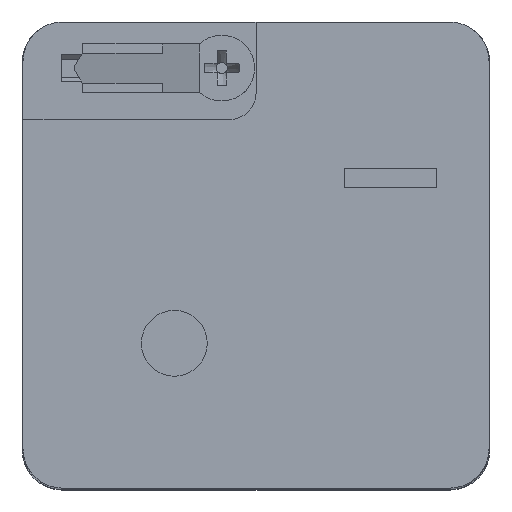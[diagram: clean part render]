
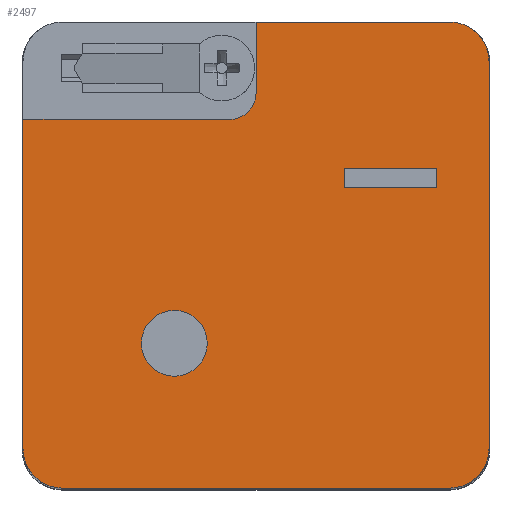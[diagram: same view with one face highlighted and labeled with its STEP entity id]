
A CAD part, top view. The second image highlights one B-rep face of the part: STEP entity #2497.
In plain terms, the highlighted planar face has unit normal (0, 0, 1).
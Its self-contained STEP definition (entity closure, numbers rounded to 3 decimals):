
#50=FACE_BOUND('',#828,.T.);
#51=FACE_BOUND('',#829,.T.);
#147=LINE('',#3810,#387);
#157=LINE('',#3829,#397);
#163=LINE('',#3842,#403);
#176=LINE('',#3866,#416);
#180=LINE('',#3874,#420);
#181=LINE('',#3877,#421);
#182=LINE('',#3885,#422);
#183=LINE('',#3887,#423);
#184=LINE('',#3889,#424);
#185=LINE('',#3890,#425);
#387=VECTOR('',#3054,1.);
#397=VECTOR('',#3066,1.);
#403=VECTOR('',#3074,1.);
#416=VECTOR('',#3089,1.);
#420=VECTOR('',#3095,1.);
#421=VECTOR('',#3098,1.);
#422=VECTOR('',#3107,1.);
#423=VECTOR('',#3108,1.);
#424=VECTOR('',#3109,1.);
#425=VECTOR('',#3110,1.);
#647=FACE_OUTER_BOUND('',#827,.T.);
#827=EDGE_LOOP('',(#1811,#1812,#1813,#1814,#1815,#1816,#1817,#1818,#1819,
#1820));
#828=EDGE_LOOP('',(#1821));
#829=EDGE_LOOP('',(#1822,#1823,#1824,#1825));
#1037=CIRCLE('',#2695,2.);
#1038=CIRCLE('',#2696,3.);
#1039=CIRCLE('',#2697,3.);
#1040=CIRCLE('',#2698,3.);
#1041=CIRCLE('',#2699,2.5);
#1168=VERTEX_POINT('',#3807);
#1169=VERTEX_POINT('',#3809);
#1176=VERTEX_POINT('',#3826);
#1177=VERTEX_POINT('',#3828);
#1182=VERTEX_POINT('',#3840);
#1183=VERTEX_POINT('',#3841);
#1192=VERTEX_POINT('',#3864);
#1193=VERTEX_POINT('',#3865);
#1196=VERTEX_POINT('',#3873);
#1197=VERTEX_POINT('',#3875);
#1198=VERTEX_POINT('',#3881);
#1199=VERTEX_POINT('',#3883);
#1200=VERTEX_POINT('',#3884);
#1201=VERTEX_POINT('',#3886);
#1202=VERTEX_POINT('',#3888);
#1418=EDGE_CURVE('',#1169,#1168,#147,.T.);
#1428=EDGE_CURVE('',#1177,#1176,#157,.T.);
#1434=EDGE_CURVE('',#1182,#1183,#163,.T.);
#1447=EDGE_CURVE('',#1192,#1193,#176,.T.);
#1451=EDGE_CURVE('',#1168,#1196,#180,.T.);
#1452=EDGE_CURVE('',#1196,#1197,#1037,.T.);
#1453=EDGE_CURVE('',#1197,#1182,#181,.T.);
#1454=EDGE_CURVE('',#1183,#1192,#1038,.T.);
#1455=EDGE_CURVE('',#1193,#1177,#1039,.T.);
#1456=EDGE_CURVE('',#1176,#1169,#1040,.T.);
#1457=EDGE_CURVE('',#1198,#1198,#1041,.T.);
#1458=EDGE_CURVE('',#1199,#1200,#182,.T.);
#1459=EDGE_CURVE('',#1201,#1199,#183,.T.);
#1460=EDGE_CURVE('',#1202,#1201,#184,.T.);
#1461=EDGE_CURVE('',#1200,#1202,#185,.T.);
#1811=ORIENTED_EDGE('',*,*,#1451,.T.);
#1812=ORIENTED_EDGE('',*,*,#1452,.T.);
#1813=ORIENTED_EDGE('',*,*,#1453,.T.);
#1814=ORIENTED_EDGE('',*,*,#1434,.T.);
#1815=ORIENTED_EDGE('',*,*,#1454,.T.);
#1816=ORIENTED_EDGE('',*,*,#1447,.T.);
#1817=ORIENTED_EDGE('',*,*,#1455,.T.);
#1818=ORIENTED_EDGE('',*,*,#1428,.T.);
#1819=ORIENTED_EDGE('',*,*,#1456,.T.);
#1820=ORIENTED_EDGE('',*,*,#1418,.T.);
#1821=ORIENTED_EDGE('',*,*,#1457,.F.);
#1822=ORIENTED_EDGE('',*,*,#1458,.F.);
#1823=ORIENTED_EDGE('',*,*,#1459,.F.);
#1824=ORIENTED_EDGE('',*,*,#1460,.F.);
#1825=ORIENTED_EDGE('',*,*,#1461,.F.);
#2377=PLANE('',#2694);
#2497=ADVANCED_FACE('',(#647,#50,#51),#2377,.T.);
#2694=AXIS2_PLACEMENT_3D('',#3872,#3093,#3094);
#2695=AXIS2_PLACEMENT_3D('',#3876,#3096,#3097);
#2696=AXIS2_PLACEMENT_3D('',#3878,#3099,#3100);
#2697=AXIS2_PLACEMENT_3D('',#3879,#3101,#3102);
#2698=AXIS2_PLACEMENT_3D('',#3880,#3103,#3104);
#2699=AXIS2_PLACEMENT_3D('',#3882,#3105,#3106);
#3054=DIRECTION('',(-1.,0.,0.));
#3066=DIRECTION('',(0.,1.,0.));
#3074=DIRECTION('',(0.,-1.,0.));
#3089=DIRECTION('',(1.,0.,0.));
#3093=DIRECTION('center_axis',(0.,0.,1.));
#3094=DIRECTION('ref_axis',(-1.,0.,0.));
#3095=DIRECTION('',(0.,-1.,0.));
#3096=DIRECTION('center_axis',(0.,0.,-1.));
#3097=DIRECTION('ref_axis',(1.,0.,0.));
#3098=DIRECTION('',(-1.,0.,0.));
#3099=DIRECTION('center_axis',(0.,0.,1.));
#3100=DIRECTION('ref_axis',(1.,0.,0.));
#3101=DIRECTION('center_axis',(0.,0.,1.));
#3102=DIRECTION('ref_axis',(1.,0.,0.));
#3103=DIRECTION('center_axis',(0.,0.,1.));
#3104=DIRECTION('ref_axis',(1.,0.,0.));
#3105=DIRECTION('center_axis',(0.,0.,1.));
#3106=DIRECTION('ref_axis',(1.,0.,0.));
#3107=DIRECTION('',(0.,-1.,0.));
#3108=DIRECTION('',(-1.,0.,0.));
#3109=DIRECTION('',(0.,1.,0.));
#3110=DIRECTION('',(1.,0.,0.));
#3807=CARTESIAN_POINT('',(17.7,17.7,52.));
#3809=CARTESIAN_POINT('',(32.4,17.7,52.));
#3810=CARTESIAN_POINT('',(35.4,17.7,52.));
#3826=CARTESIAN_POINT('',(35.4,14.7,52.));
#3828=CARTESIAN_POINT('',(35.4,-14.7,52.));
#3829=CARTESIAN_POINT('',(35.4,-17.7,52.));
#3840=CARTESIAN_POINT('',(0.,10.3,52.));
#3841=CARTESIAN_POINT('',(0.,-14.7,52.));
#3842=CARTESIAN_POINT('',(0.,17.7,52.));
#3864=CARTESIAN_POINT('',(3.,-17.7,52.));
#3865=CARTESIAN_POINT('',(32.4,-17.7,52.));
#3866=CARTESIAN_POINT('',(0.,-17.7,52.));
#3872=CARTESIAN_POINT('Origin',(17.7,0.,52.));
#3873=CARTESIAN_POINT('',(17.7,12.3,52.));
#3874=CARTESIAN_POINT('',(17.7,17.7,52.));
#3875=CARTESIAN_POINT('',(15.7,10.3,52.));
#3876=CARTESIAN_POINT('Origin',(15.7,12.3,52.));
#3877=CARTESIAN_POINT('',(17.7,10.3,52.));
#3878=CARTESIAN_POINT('Origin',(3.,-14.7,52.));
#3879=CARTESIAN_POINT('Origin',(32.4,-14.7,52.));
#3880=CARTESIAN_POINT('Origin',(32.4,14.7,52.));
#3881=CARTESIAN_POINT('',(14.,-6.7,52.));
#3882=CARTESIAN_POINT('Origin',(11.5,-6.7,52.));
#3883=CARTESIAN_POINT('',(24.4,6.6,52.));
#3884=CARTESIAN_POINT('',(24.4,5.1,52.));
#3885=CARTESIAN_POINT('',(24.4,6.6,52.));
#3886=CARTESIAN_POINT('',(31.4,6.6,52.));
#3887=CARTESIAN_POINT('',(31.4,6.6,52.));
#3888=CARTESIAN_POINT('',(31.4,5.1,52.));
#3889=CARTESIAN_POINT('',(31.4,5.1,52.));
#3890=CARTESIAN_POINT('',(24.4,5.1,52.));
